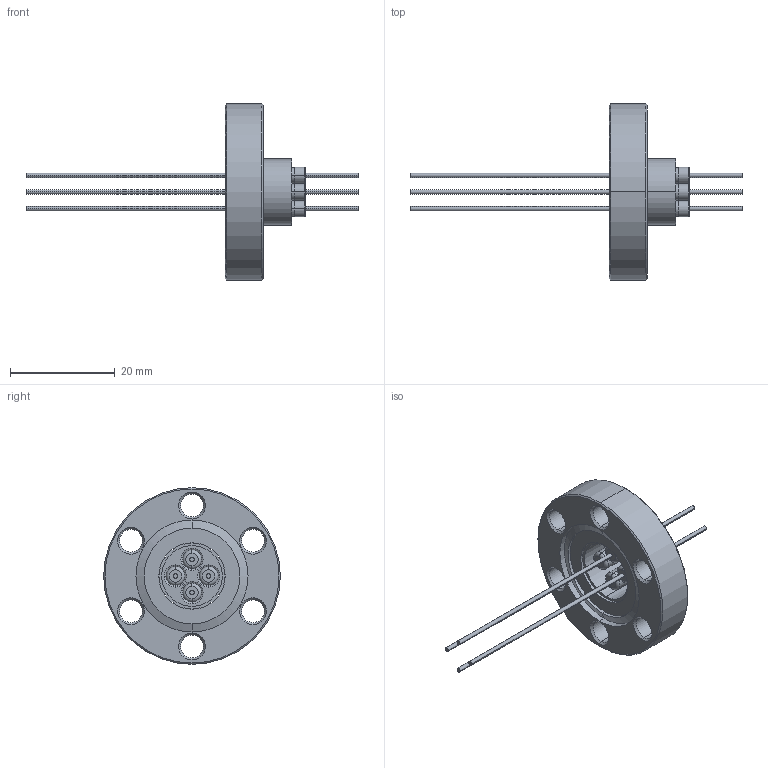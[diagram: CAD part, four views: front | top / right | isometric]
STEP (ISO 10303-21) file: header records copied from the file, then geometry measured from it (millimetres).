
FILE_DESCRIPTION (( 'STEP AP203' ), '1' );
FILE_NAME ('9412005.STEP', '2010-03-29T17:51:55', ( 'MIS' ), ( 'ISI INSULATORSEAL' ), 'SwSTEP 2.0', 'SolidWorks 2008', '' );
FILE_SCHEMA (( 'CONFIG_CONTROL_DESIGN' ));
Length unit declared in the file: inch
Products named in the file (9): 0028203D; 0229302C; 0016034B; 0017301Q; 9412005; 0160201E; 0026201N; 0028301Bfor0229302; 0028401B
Assembly tree (17 placements, depth 4):
  9412005
    0028203D
      0160201E  x4
      0026201N  x4
      0016034B  x4
      0229302C
        0028301Bfor0229302
        0028401B
    0017301Q
Bounding box: 63.5 x 33.78 x 33.78 mm (x, y, z)
Volume: 5171.7 mm3; surface area: 5954.8 mm2
Topology: 11 solids, 23 shells, 210 faces, 446 edges, 276 vertices
Faces by surface type: cylinder 108, cone 46, plane 40, torus 16
Entity records: 4465 total; most frequent: DIRECTION 676, CARTESIAN_POINT 535, ORIENTED_EDGE 488, AXIS2_PLACEMENT_3D 291, EDGE_CURVE 248, CIRCLE 154, VERTEX_POINT 150, EDGE_LOOP 146
